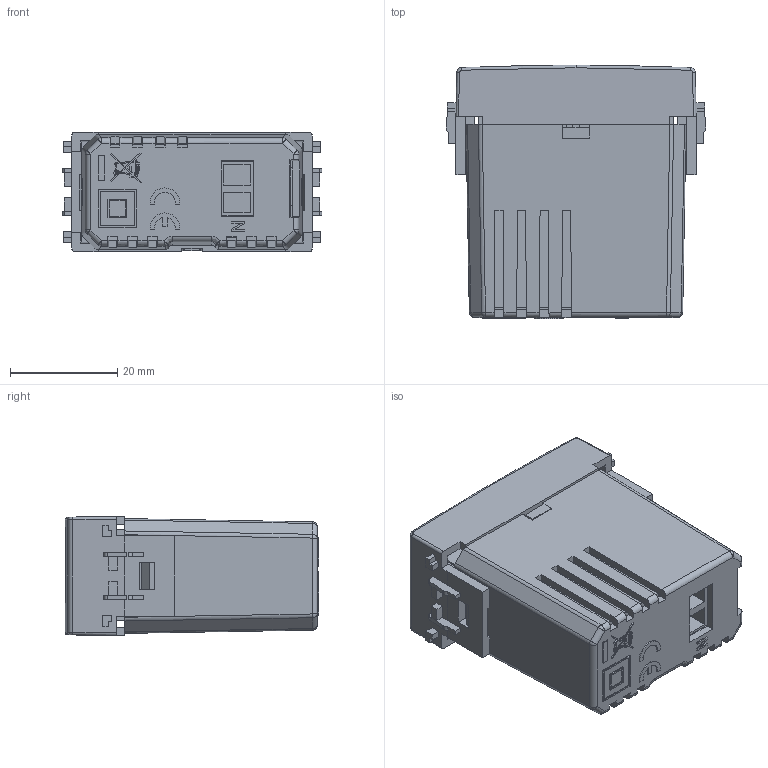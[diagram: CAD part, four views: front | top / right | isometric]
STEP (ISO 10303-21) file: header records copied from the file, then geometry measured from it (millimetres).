
FILE_DESCRIPTION (( 'STEP AP203' ), '1' );
FILE_NAME ('ARKE.STEP', '2024-02-14T10:20:28', ( '' ), ( '' ), 'SwSTEP 2.0', 'SolidWorks 2020', '' );
FILE_SCHEMA (( 'CONFIG_CONTROL_DESIGN' ));
Length unit declared in the file: millimetre
Products named in the file (11): ARKE; 4BOX-USB________-PLANA-20190820(2); 4BOX-USB-2C+A-ARKE(2); PCB-USB____-____(2); 4BOX-USB-A+C-B__PD20W-20220224(2); 4BOX-2C+A________-A-20221222; ______________-1108(2); 4BOX-2C+A________-20221207(2); 4BOX-USB-2A+C-PCB____-20221019(2); 4BOX-USB-2C+A____-20221019(2); 4BOX-USB-A+C-B__PD20W-1-20220224(2)
Assembly tree (10 placements, depth 4):
  ARKE
    4BOX-USB-2C+A-ARKE(2)
      4BOX-USB-2C+A____-20221019(2)
        4BOX-USB-2A+C-PCB____-20221019(2)
        PCB-USB____-____(2)
        ______________-1108(2)
        4BOX-USB-A+C-B__PD20W-20220224(2)
        4BOX-USB-A+C-B__PD20W-1-20220224(2)
      4BOX-USB________-PLANA-20190820(2)
      4BOX-2C+A________-A-20221222
      4BOX-2C+A________-20221207(2)
Bounding box: 48.4 x 47.25 x 22.3 mm (x, y, z)
Volume: 22483.1 mm3; surface area: 26088.8 mm2
Topology: 8 solids, 8 shells, 990 faces, 2750 edges, 1794 vertices
Faces by surface type: plane 763, cylinder 129, bspline 62, cone 20, torus 8, sphere 8
Entity records: 33808 total; most frequent: CARTESIAN_POINT 7744, ORIENTED_EDGE 5480, DIRECTION 4671, EDGE_CURVE 2740, VECTOR 2277, LINE 2277, VERTEX_POINT 1794, AXIS2_PLACEMENT_3D 1197
